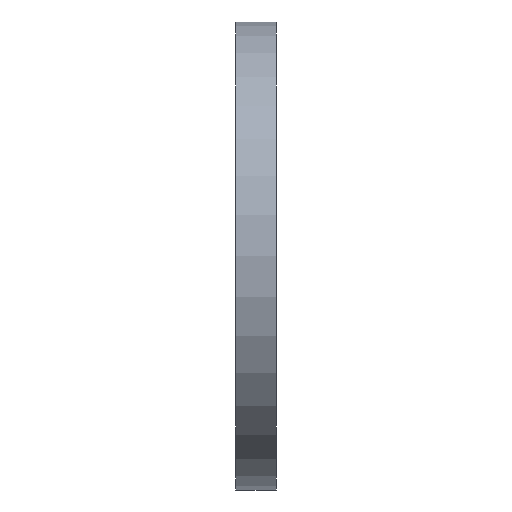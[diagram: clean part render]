
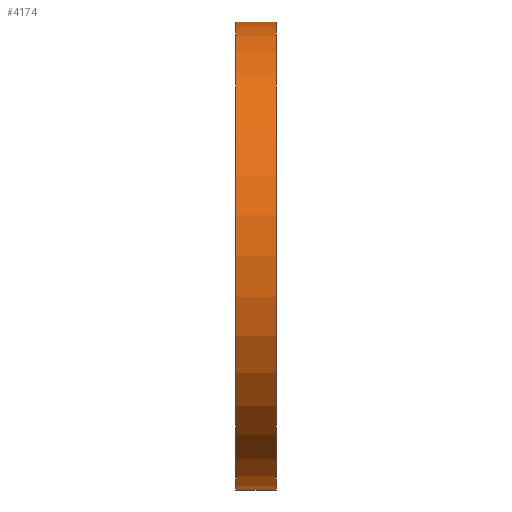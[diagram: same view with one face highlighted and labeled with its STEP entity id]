
A CAD part, left-side view. The second image highlights one B-rep face of the part: STEP entity #4174.
In plain terms, the highlighted cylindrical face has radius 35 mm (diameter 70 mm), a partial arc.
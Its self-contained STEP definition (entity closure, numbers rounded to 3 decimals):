
#461 = EDGE_CURVE ( 'NONE', #13329, #11623, #10232, .T. ) ;
#591 = ORIENTED_EDGE ( 'NONE', *, *, #8559, .F. ) ;
#722 = LINE ( 'NONE', #1004, #7805 ) ;
#1004 = CARTESIAN_POINT ( 'NONE',  ( 0., 6., 35. ) ) ;
#1066 = VERTEX_POINT ( 'NONE', #4189 ) ;
#1301 = CARTESIAN_POINT ( 'NONE',  ( 0., 6., -35. ) ) ;
#1907 = CARTESIAN_POINT ( 'NONE',  ( 0., 6., 0. ) ) ;
#2322 = CARTESIAN_POINT ( 'NONE',  ( 0., 0., 0. ) ) ;
#2367 = DIRECTION ( 'NONE',  ( 0., 1., 0. ) ) ;
#2814 = ORIENTED_EDGE ( 'NONE', *, *, #12715, .T. ) ;
#3243 = DIRECTION ( 'NONE',  ( 0., -1., 0. ) ) ;
#3291 = AXIS2_PLACEMENT_3D ( 'NONE', #1907, #12373, #8167 ) ;
#3394 = DIRECTION ( 'NONE',  ( 0., 0., 1. ) ) ;
#3839 = CIRCLE ( 'NONE', #10770, 35. ) ;
#3872 = VERTEX_POINT ( 'NONE', #1301 ) ;
#4144 = DIRECTION ( 'NONE',  ( 0., -1., 0. ) ) ;
#4174 = ADVANCED_FACE ( 'NONE', ( #6019 ), #8000, .T. ) ;
#4189 = CARTESIAN_POINT ( 'NONE',  ( 0., 6., 35. ) ) ;
#4519 = CARTESIAN_POINT ( 'NONE',  ( 0., 6., 0. ) ) ;
#4587 = VECTOR ( 'NONE', #4144, 1000. ) ;
#6019 = FACE_OUTER_BOUND ( 'NONE', #8344, .T. ) ;
#7676 = AXIS2_PLACEMENT_3D ( 'NONE', #2322, #2367, #3394 ) ;
#7787 = EDGE_CURVE ( 'NONE', #1066, #11623, #722, .T. ) ;
#7805 = VECTOR ( 'NONE', #3243, 1000. ) ;
#7820 = DIRECTION ( 'NONE',  ( 0., 1., 0. ) ) ;
#8000 = CYLINDRICAL_SURFACE ( 'NONE', #3291, 35. ) ;
#8159 = ORIENTED_EDGE ( 'NONE', *, *, #7787, .F. ) ;
#8167 = DIRECTION ( 'NONE',  ( 0., 0., -1. ) ) ;
#8344 = EDGE_LOOP ( 'NONE', ( #8159, #591, #2814, #11995 ) ) ;
#8559 = EDGE_CURVE ( 'NONE', #3872, #1066, #3839, .T. ) ;
#8772 = DIRECTION ( 'NONE',  ( 0., 0., 1. ) ) ;
#9393 = CARTESIAN_POINT ( 'NONE',  ( 0., 0., -35. ) ) ;
#10232 = CIRCLE ( 'NONE', #7676, 35. ) ;
#10484 = CARTESIAN_POINT ( 'NONE',  ( 0., 0., 35. ) ) ;
#10562 = CARTESIAN_POINT ( 'NONE',  ( 0., 6., -35. ) ) ;
#10770 = AXIS2_PLACEMENT_3D ( 'NONE', #4519, #7820, #8772 ) ;
#11623 = VERTEX_POINT ( 'NONE', #10484 ) ;
#11960 = LINE ( 'NONE', #10562, #4587 ) ;
#11995 = ORIENTED_EDGE ( 'NONE', *, *, #461, .T. ) ;
#12373 = DIRECTION ( 'NONE',  ( 0., -1., 0. ) ) ;
#12715 = EDGE_CURVE ( 'NONE', #3872, #13329, #11960, .T. ) ;
#13329 = VERTEX_POINT ( 'NONE', #9393 ) ;
